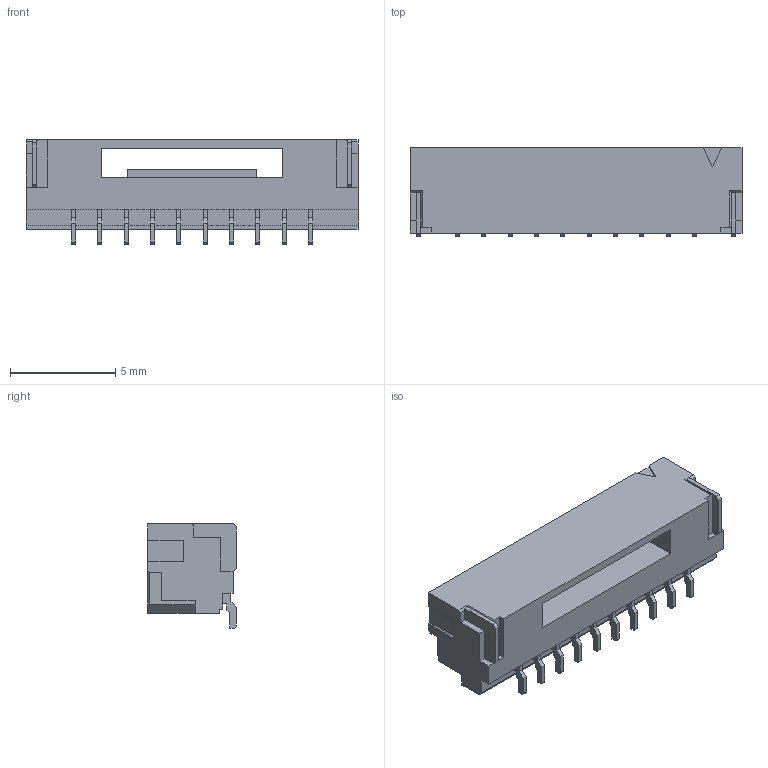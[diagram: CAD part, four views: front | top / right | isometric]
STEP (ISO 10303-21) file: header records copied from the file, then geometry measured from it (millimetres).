
FILE_DESCRIPTION (( 'STEP AP214' ), '1' );
FILE_NAME ('BM10B-GHS-TBT(LF)(SN)(N).STEP', '2023-01-26T09:50:59', ( '' ), ( '' ), 'SwSTEP 2.0', 'SolidWorks 2021', '' );
FILE_SCHEMA (( 'AUTOMOTIVE_DESIGN' ));
Length unit declared in the file: millimetre
Products named in the file (2): BM10B-GHS-TBT(LF)(SN)(N); BM10B-GHS-TBT(LF)(SN)(N)_BM10B-GHS-TBT(LF)(SN)(N)
Assembly tree (1 placements, depth 2):
  BM10B-GHS-TBT(LF)(SN)(N)
    BM10B-GHS-TBT(LF)(SN)(N)_BM10B-GHS-TBT(LF)(SN)(N)
Bounding box: 15.75 x 4.2 x 4.95 mm (x, y, z)
Volume: 159.7 mm3; surface area: 544.5 mm2
Topology: 33 solids, 33 shells, 569 faces, 1491 edges, 990 vertices
Faces by surface type: plane 539, cylinder 30
Entity records: 17527 total; most frequent: CARTESIAN_POINT 3054, ORIENTED_EDGE 2982, DIRECTION 2697, EDGE_CURVE 1491, LINE 1431, VECTOR 1431, VERTEX_POINT 990, AXIS2_PLACEMENT_3D 633
